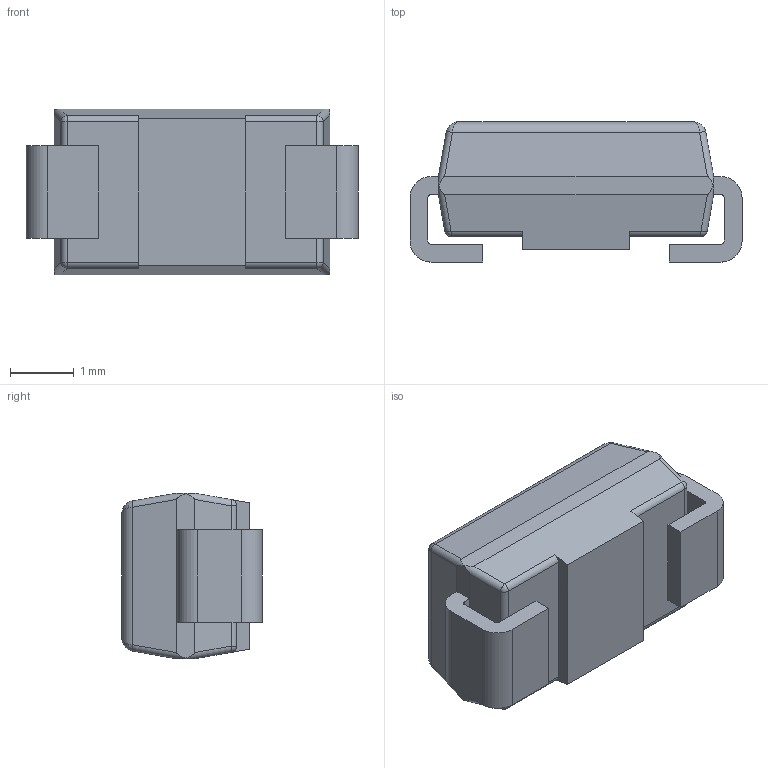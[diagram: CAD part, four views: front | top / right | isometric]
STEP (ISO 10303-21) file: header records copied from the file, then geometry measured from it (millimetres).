
FILE_DESCRIPTION (( 'STEP AP214' ), '1' );
FILE_NAME ('NRVTSA4100T3G.STEP', '2018-10-20T04:02:51', ( '' ), ( '' ), 'SwSTEP 2.0', 'SolidWorks 2017', '' );
FILE_SCHEMA (( 'AUTOMOTIVE_DESIGN' ));
Length unit declared in the file: millimetre
Products named in the file (1): NRVTSA4100T3G
Bounding box: 5.21 x 2.2 x 2.6 mm (x, y, z)
Volume: 21.3 mm3; surface area: 62 mm2
Topology: 4 solids, 4 shells, 84 faces, 208 edges, 124 vertices
Faces by surface type: plane 50, cylinder 26, sphere 4, bspline 4
Entity records: 2643 total; most frequent: CARTESIAN_POINT 561, ORIENTED_EDGE 400, DIRECTION 370, EDGE_CURVE 200, LINE 136, VECTOR 136, VERTEX_POINT 124, AXIS2_PLACEMENT_3D 117
